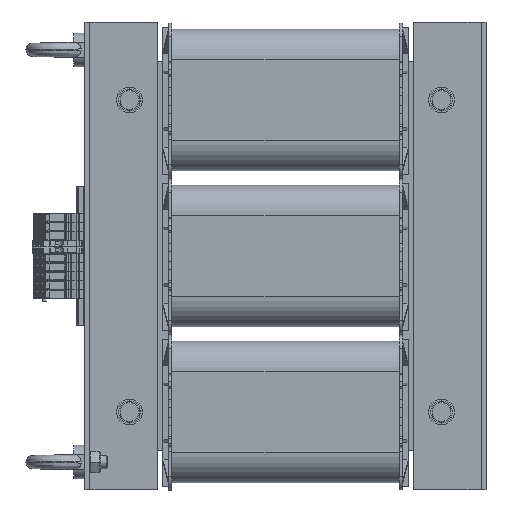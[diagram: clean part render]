
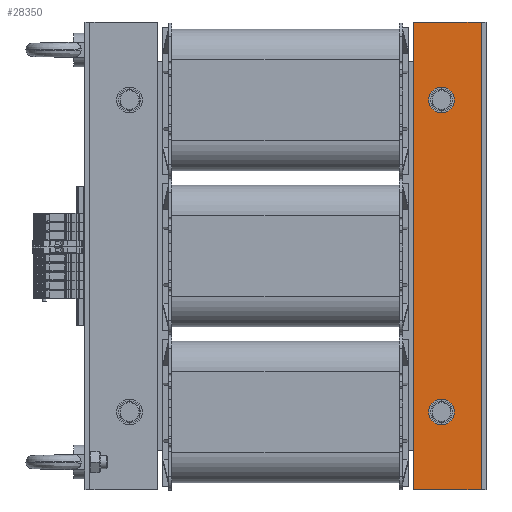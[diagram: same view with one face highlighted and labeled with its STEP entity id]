
A CAD part, front view. The second image highlights one B-rep face of the part: STEP entity #28350.
In plain terms, the highlighted face is planar.
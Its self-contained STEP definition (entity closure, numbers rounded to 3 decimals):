
#1342=FACE_BOUND('',#4291,.T.);
#1343=FACE_BOUND('',#4292,.T.);
#1517=CIRCLE('',#30339,7.5);
#1518=CIRCLE('',#30341,7.5);
#2788=FACE_OUTER_BOUND('',#4290,.T.);
#4290=EDGE_LOOP('',(#20421,#20422,#20423,#20424));
#4291=EDGE_LOOP('',(#20425));
#4292=EDGE_LOOP('',(#20426));
#6233=LINE('',#41859,#9463);
#6236=LINE('',#41865,#9466);
#6241=LINE('',#41884,#9471);
#6243=LINE('',#41887,#9473);
#9463=VECTOR('',#33780,10.);
#9466=VECTOR('',#33785,10.);
#9471=VECTOR('',#33806,10.);
#9473=VECTOR('',#33810,10.);
#12523=VERTEX_POINT('',#41844);
#12524=VERTEX_POINT('',#41848);
#12527=VERTEX_POINT('',#41863);
#12531=VERTEX_POINT('',#41875);
#12532=VERTEX_POINT('',#41879);
#12533=VERTEX_POINT('',#41883);
#15495=EDGE_CURVE('',#12523,#12524,#6233,.T.);
#15498=EDGE_CURVE('',#12527,#12524,#6236,.T.);
#15504=EDGE_CURVE('',#12531,#12531,#1517,.T.);
#15506=EDGE_CURVE('',#12532,#12532,#1518,.T.);
#15507=EDGE_CURVE('',#12533,#12527,#6241,.T.);
#15509=EDGE_CURVE('',#12523,#12533,#6243,.T.);
#20421=ORIENTED_EDGE('',*,*,#15495,.T.);
#20422=ORIENTED_EDGE('',*,*,#15498,.F.);
#20423=ORIENTED_EDGE('',*,*,#15507,.F.);
#20424=ORIENTED_EDGE('',*,*,#15509,.F.);
#20425=ORIENTED_EDGE('',*,*,#15504,.T.);
#20426=ORIENTED_EDGE('',*,*,#15506,.T.);
#27238=PLANE('',#30344);
#28350=ADVANCED_FACE('',(#2788,#1342,#1343),#27238,.T.);
#30339=AXIS2_PLACEMENT_3D('',#41877,#33797,#33798);
#30341=AXIS2_PLACEMENT_3D('',#41881,#33802,#33803);
#30344=AXIS2_PLACEMENT_3D('',#41888,#33811,#33812);
#33780=DIRECTION('',(0.,0.,1.));
#33785=DIRECTION('',(-1.,0.,0.));
#33797=DIRECTION('center_axis',(0.,-1.,0.));
#33798=DIRECTION('ref_axis',(1.,0.,0.));
#33802=DIRECTION('center_axis',(0.,-1.,0.));
#33803=DIRECTION('ref_axis',(1.,0.,0.));
#33806=DIRECTION('',(0.,0.,1.));
#33810=DIRECTION('',(1.,0.,0.));
#33811=DIRECTION('center_axis',(0.,1.,0.));
#33812=DIRECTION('ref_axis',(0.,0.,1.));
#41844=CARTESIAN_POINT('',(-60.5,4.,0.));
#41848=CARTESIAN_POINT('',(-60.5,4.,420.));
#41859=CARTESIAN_POINT('',(-60.5,4.,315.));
#41863=CARTESIAN_POINT('',(0.,4.,420.));
#41865=CARTESIAN_POINT('',(-65.,4.,420.));
#41875=CARTESIAN_POINT('',(-32.5,4.,350.));
#41877=CARTESIAN_POINT('Origin',(-25.,4.,350.));
#41879=CARTESIAN_POINT('',(-32.5,4.,70.));
#41881=CARTESIAN_POINT('Origin',(-25.,4.,70.));
#41883=CARTESIAN_POINT('',(0.,4.,0.));
#41884=CARTESIAN_POINT('',(0.,4.,420.));
#41887=CARTESIAN_POINT('',(0.,4.,0.));
#41888=CARTESIAN_POINT('Origin',(-32.5,4.,210.));
